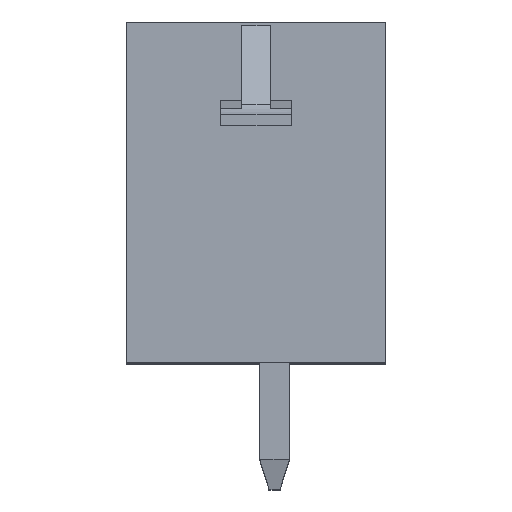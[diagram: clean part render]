
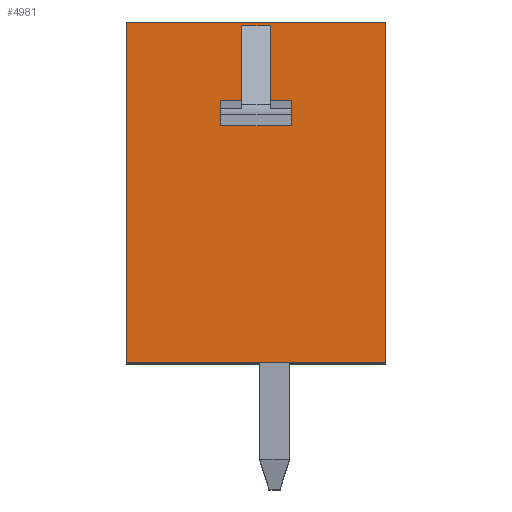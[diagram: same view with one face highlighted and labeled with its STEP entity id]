
A CAD part, top view. The second image highlights one B-rep face of the part: STEP entity #4981.
In plain terms, the highlighted planar face has unit normal (0, 0, 1).
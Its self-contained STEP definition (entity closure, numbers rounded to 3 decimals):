
#1=DIRECTION('',(1.,0.,0.));
#2=VECTOR('',#1,7.);
#3=CARTESIAN_POINT('',(-3.6,-3.853,0.));
#4=LINE('',#3,#2);
#5=DIRECTION('',(0.,-1.,0.));
#6=VECTOR('',#5,9.2);
#7=CARTESIAN_POINT('',(-3.6,5.347,0.));
#8=LINE('',#7,#6);
#9=DIRECTION('',(-1.,0.,0.));
#10=VECTOR('',#9,7.);
#11=CARTESIAN_POINT('',(3.4,5.347,0.));
#12=LINE('',#11,#10);
#13=DIRECTION('',(0.,1.,0.));
#14=VECTOR('',#13,9.2);
#15=CARTESIAN_POINT('',(3.4,-3.853,0.));
#16=LINE('',#15,#14);
#17=DIRECTION('',(0.,1.,0.));
#18=VECTOR('',#17,0.495);
#19=CARTESIAN_POINT('',(0.85,2.747,0.));
#20=LINE('',#19,#18);
#21=DIRECTION('',(-1.,0.,0.));
#22=VECTOR('',#21,0.76);
#23=CARTESIAN_POINT('',(0.28,5.244,0.));
#24=LINE('',#23,#22);
#25=DIRECTION('',(1.,0.,0.));
#26=VECTOR('',#25,0.57);
#27=CARTESIAN_POINT('',(-1.05,3.242,0.));
#28=LINE('',#27,#26);
#29=DIRECTION('',(0.,1.,0.));
#30=VECTOR('',#29,0.495);
#31=CARTESIAN_POINT('',(-1.05,2.747,0.));
#32=LINE('',#31,#30);
#33=DIRECTION('',(-1.,0.,0.));
#34=VECTOR('',#33,1.9);
#35=CARTESIAN_POINT('',(0.85,2.747,0.));
#36=LINE('',#35,#34);
#3734=DIRECTION('',(-1.,0.,0.));
#3735=VECTOR('',#3734,0.57);
#3736=CARTESIAN_POINT('',(0.85,3.242,0.));
#3737=LINE('',#3736,#3735);
#3738=DIRECTION('',(0.,-1.,0.));
#3739=VECTOR('',#3738,2.002);
#3740=CARTESIAN_POINT('',(0.28,5.244,0.));
#3741=LINE('',#3740,#3739);
#3805=DIRECTION('',(0.,1.,0.));
#3806=VECTOR('',#3805,2.002);
#3807=CARTESIAN_POINT('',(-0.48,3.242,0.));
#3808=LINE('',#3807,#3806);
#3817=CARTESIAN_POINT('',(-3.6,-3.853,0.));
#3818=CARTESIAN_POINT('',(3.4,-3.853,0.));
#3819=VERTEX_POINT('',#3817);
#3820=VERTEX_POINT('',#3818);
#3821=CARTESIAN_POINT('',(3.4,5.347,0.));
#3822=VERTEX_POINT('',#3821);
#3823=CARTESIAN_POINT('',(-3.6,5.347,0.));
#3824=VERTEX_POINT('',#3823);
#4920=CARTESIAN_POINT('',(0.85,2.747,0.));
#4921=VERTEX_POINT('',#4920);
#4922=CARTESIAN_POINT('',(-1.05,2.747,0.));
#4923=VERTEX_POINT('',#4922);
#4925=CARTESIAN_POINT('',(-0.48,3.242,0.));
#4927=VERTEX_POINT('',#4925);
#4928=CARTESIAN_POINT('',(-0.48,5.244,0.));
#4929=VERTEX_POINT('',#4928);
#4930=CARTESIAN_POINT('',(-1.05,3.242,0.));
#4931=VERTEX_POINT('',#4930);
#4936=CARTESIAN_POINT('',(0.28,5.244,0.));
#4937=CARTESIAN_POINT('',(0.28,3.242,0.));
#4938=VERTEX_POINT('',#4936);
#4939=VERTEX_POINT('',#4937);
#4942=CARTESIAN_POINT('',(0.85,3.242,0.));
#4943=VERTEX_POINT('',#4942);
#4948=CARTESIAN_POINT('',(0.,0.,0.));
#4949=DIRECTION('',(0.,0.,1.));
#4950=DIRECTION('',(1.,0.,0.));
#4951=AXIS2_PLACEMENT_3D('',#4948,#4949,#4950);
#4952=PLANE('',#4951);
#4954=ORIENTED_EDGE('',*,*,#4953,.F.);
#4956=ORIENTED_EDGE('',*,*,#4955,.F.);
#4958=ORIENTED_EDGE('',*,*,#4957,.F.);
#4960=ORIENTED_EDGE('',*,*,#4959,.F.);
#4961=EDGE_LOOP('',(#4954,#4956,#4958,#4960));
#4962=FACE_OUTER_BOUND('',#4961,.F.);
#4964=ORIENTED_EDGE('',*,*,#4963,.T.);
#4966=ORIENTED_EDGE('',*,*,#4965,.T.);
#4968=ORIENTED_EDGE('',*,*,#4967,.F.);
#4970=ORIENTED_EDGE('',*,*,#4969,.T.);
#4972=ORIENTED_EDGE('',*,*,#4971,.F.);
#4974=ORIENTED_EDGE('',*,*,#4973,.F.);
#4976=ORIENTED_EDGE('',*,*,#4975,.F.);
#4978=ORIENTED_EDGE('',*,*,#4977,.F.);
#4979=EDGE_LOOP('',(#4964,#4966,#4968,#4970,#4972,#4974,#4976,#4978));
#4980=FACE_BOUND('',#4979,.F.);
#4953=EDGE_CURVE('',#3819,#3820,#4,.T.);
#4955=EDGE_CURVE('',#3824,#3819,#8,.T.);
#4957=EDGE_CURVE('',#3822,#3824,#12,.T.);
#4959=EDGE_CURVE('',#3820,#3822,#16,.T.);
#4963=EDGE_CURVE('',#4921,#4943,#20,.T.);
#4965=EDGE_CURVE('',#4943,#4939,#3737,.T.);
#4967=EDGE_CURVE('',#4938,#4939,#3741,.T.);
#4969=EDGE_CURVE('',#4938,#4929,#24,.T.);
#4971=EDGE_CURVE('',#4927,#4929,#3808,.T.);
#4973=EDGE_CURVE('',#4931,#4927,#28,.T.);
#4975=EDGE_CURVE('',#4923,#4931,#32,.T.);
#4977=EDGE_CURVE('',#4921,#4923,#36,.T.);
#4981=ADVANCED_FACE('',(#4962,#4980),#4952,.T.);
